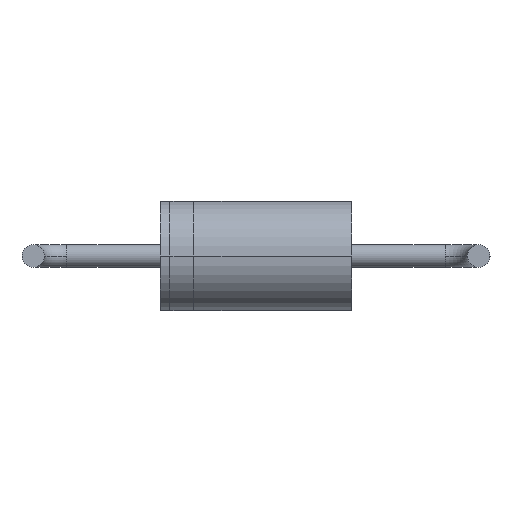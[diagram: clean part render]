
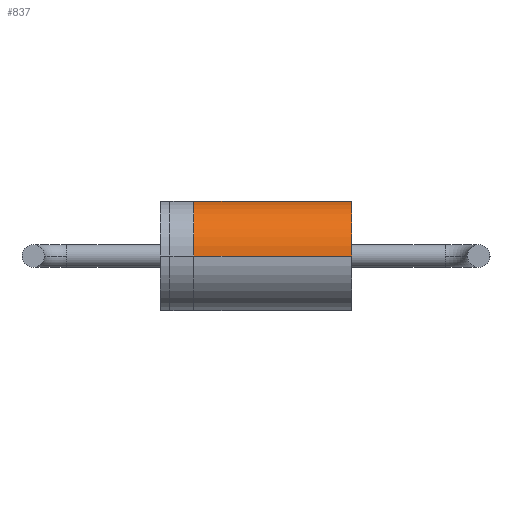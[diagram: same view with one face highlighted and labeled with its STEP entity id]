
A CAD part, front view. The second image highlights one B-rep face of the part: STEP entity #837.
In plain terms, the highlighted cylindrical face has radius 1.14 mm (diameter 2.28 mm), a partial arc.
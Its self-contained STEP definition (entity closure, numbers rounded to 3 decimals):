
#9 = DIRECTION ( 'NONE',  ( -1., 0., 0. ) ) ;
#13 = VERTEX_POINT ( 'NONE', #237 ) ;
#45 = DIRECTION ( 'NONE',  ( 0., -1., 0. ) ) ;
#47 = VECTOR ( 'NONE', #701, 1000. ) ;
#104 = LINE ( 'NONE', #578, #47 ) ;
#106 = CARTESIAN_POINT ( 'NONE',  ( -1.295, 2.28, 0. ) ) ;
#119 = DIRECTION ( 'NONE',  ( -1., 0., 0. ) ) ;
#133 = DIRECTION ( 'NONE',  ( -1., 0., 0. ) ) ;
#175 = AXIS2_PLACEMENT_3D ( 'NONE', #258, #133, #45 ) ;
#205 = EDGE_CURVE ( 'NONE', #13, #904, #104, .T. ) ;
#229 = CARTESIAN_POINT ( 'NONE',  ( -27.395, 2.28, 0. ) ) ;
#236 = CARTESIAN_POINT ( 'NONE',  ( 1.995, 2.28, 0. ) ) ;
#237 = CARTESIAN_POINT ( 'NONE',  ( 1.995, 0., 0. ) ) ;
#258 = CARTESIAN_POINT ( 'NONE',  ( -27.395, 1.14, 0. ) ) ;
#264 = LINE ( 'NONE', #229, #475 ) ;
#266 = VERTEX_POINT ( 'NONE', #236 ) ;
#285 = AXIS2_PLACEMENT_3D ( 'NONE', #326, #119, #550 ) ;
#326 = CARTESIAN_POINT ( 'NONE',  ( -1.295, 1.14, 0. ) ) ;
#327 = CARTESIAN_POINT ( 'NONE',  ( 1.995, 1.14, 0. ) ) ;
#377 = ORIENTED_EDGE ( 'NONE', *, *, #678, .T. ) ;
#417 = EDGE_LOOP ( 'NONE', ( #377, #715, #480, #687 ) ) ;
#469 = DIRECTION ( 'NONE',  ( 0., -1., 0. ) ) ;
#475 = VECTOR ( 'NONE', #9, 1000. ) ;
#480 = ORIENTED_EDGE ( 'NONE', *, *, #781, .F. ) ;
#486 = EDGE_CURVE ( 'NONE', #266, #696, #264, .T. ) ;
#526 = CIRCLE ( 'NONE', #285, 1.14 ) ;
#550 = DIRECTION ( 'NONE',  ( 0., -1., 0. ) ) ;
#578 = CARTESIAN_POINT ( 'NONE',  ( -27.395, 0., 0. ) ) ;
#678 = EDGE_CURVE ( 'NONE', #13, #266, #906, .T. ) ;
#687 = ORIENTED_EDGE ( 'NONE', *, *, #205, .F. ) ;
#696 = VERTEX_POINT ( 'NONE', #106 ) ;
#701 = DIRECTION ( 'NONE',  ( -1., 0., 0. ) ) ;
#715 = ORIENTED_EDGE ( 'NONE', *, *, #486, .T. ) ;
#771 = AXIS2_PLACEMENT_3D ( 'NONE', #327, #831, #469 ) ;
#775 = FACE_OUTER_BOUND ( 'NONE', #417, .T. ) ;
#781 = EDGE_CURVE ( 'NONE', #904, #696, #526, .T. ) ;
#792 = CYLINDRICAL_SURFACE ( 'NONE', #175, 1.14 ) ;
#831 = DIRECTION ( 'NONE',  ( -1., 0., 0. ) ) ;
#837 = ADVANCED_FACE ( 'NONE', ( #775 ), #792, .T. ) ;
#861 = CARTESIAN_POINT ( 'NONE',  ( -1.295, 0., 0. ) ) ;
#904 = VERTEX_POINT ( 'NONE', #861 ) ;
#906 = CIRCLE ( 'NONE', #771, 1.14 ) ;
